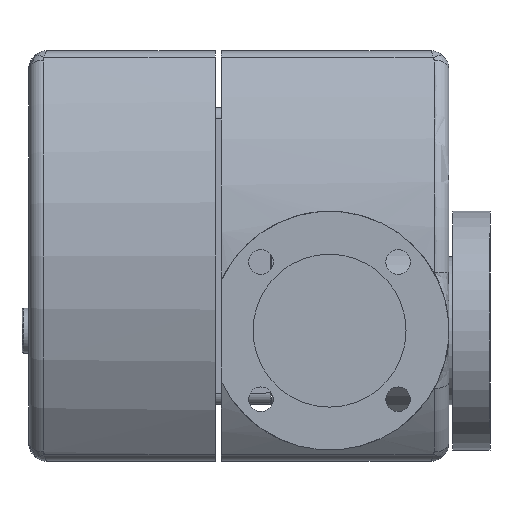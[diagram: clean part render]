
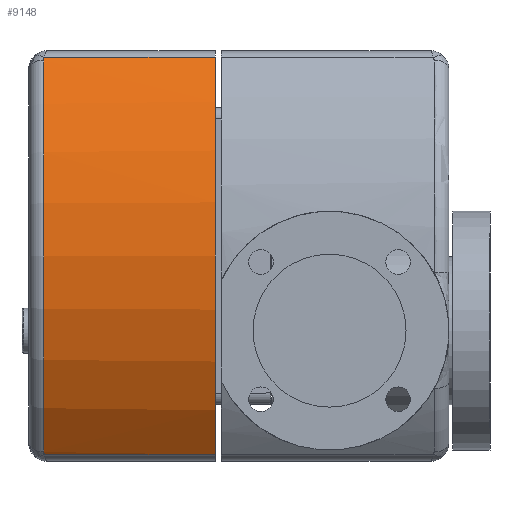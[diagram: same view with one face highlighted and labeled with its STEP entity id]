
A CAD part, left-side view. The second image highlights one B-rep face of the part: STEP entity #9148.
In plain terms, the highlighted cylindrical face has radius 41.628 mm (diameter 83.255 mm), a partial arc.
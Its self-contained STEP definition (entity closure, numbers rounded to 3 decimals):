
#252=B_SPLINE_CURVE_WITH_KNOTS('',3,(#22911,#22912,#22913,#22914),
 .UNSPECIFIED.,.F.,.F.,(4,4),(0.,0.044),.UNSPECIFIED.);
#257=B_SPLINE_CURVE_WITH_KNOTS('',3,(#23070,#23071,#23072,#23073),
 .UNSPECIFIED.,.F.,.F.,(4,4),(0.,0.044),
 .UNSPECIFIED.);
#727=CYLINDRICAL_SURFACE('',#10168,41.628);
#1108=CIRCLE('',#10144,41.628);
#1122=CIRCLE('',#10169,41.628);
#1665=FACE_OUTER_BOUND('',#2258,.T.);
#2258=EDGE_LOOP('',(#7852,#7853,#7854,#7855,#7856,#7857));
#2923=LINE('',#23006,#3550);
#2930=LINE('',#23157,#3557);
#3550=VECTOR('',#12371,10.);
#3557=VECTOR('',#12434,10.);
#4314=VERTEX_POINT('',#22902);
#4316=VERTEX_POINT('',#22909);
#4325=VERTEX_POINT('',#23005);
#4328=VERTEX_POINT('',#23013);
#4339=VERTEX_POINT('',#23068);
#4345=VERTEX_POINT('',#23155);
#5503=EDGE_CURVE('',#4316,#4314,#252,.T.);
#5517=EDGE_CURVE('',#4314,#4325,#2923,.T.);
#5522=EDGE_CURVE('',#4328,#4316,#1108,.T.);
#5537=EDGE_CURVE('',#4339,#4328,#257,.T.);
#5549=EDGE_CURVE('',#4345,#4339,#2930,.T.);
#5550=EDGE_CURVE('',#4345,#4325,#1122,.T.);
#7852=ORIENTED_EDGE('',*,*,#5503,.F.);
#7853=ORIENTED_EDGE('',*,*,#5522,.F.);
#7854=ORIENTED_EDGE('',*,*,#5537,.F.);
#7855=ORIENTED_EDGE('',*,*,#5549,.F.);
#7856=ORIENTED_EDGE('',*,*,#5550,.T.);
#7857=ORIENTED_EDGE('',*,*,#5517,.F.);
#9148=ADVANCED_FACE('',(#1665),#727,.T.);
#10144=AXIS2_PLACEMENT_3D('',#23015,#12381,#12382);
#10168=AXIS2_PLACEMENT_3D('',#23158,#12435,#12436);
#10169=AXIS2_PLACEMENT_3D('',#23159,#12437,#12438);
#12371=DIRECTION('',(0.,-1.,0.));
#12381=DIRECTION('center_axis',(0.,1.,0.));
#12382=DIRECTION('ref_axis',(-1.,0.,0.));
#12434=DIRECTION('',(0.,1.,0.));
#12435=DIRECTION('center_axis',(0.,1.,0.));
#12436=DIRECTION('ref_axis',(-0.751,0.,-0.661));
#12437=DIRECTION('center_axis',(0.,1.,0.));
#12438=DIRECTION('ref_axis',(-0.751,0.,-0.661));
#22902=CARTESIAN_POINT('',(-13.395,51.885,26.597));
#22909=CARTESIAN_POINT('',(-13.671,52.,26.262));
#22911=CARTESIAN_POINT('Ctrl Pts',(-13.671,52.,26.262));
#22912=CARTESIAN_POINT('Ctrl Pts',(-13.575,52.,26.38));
#22913=CARTESIAN_POINT('Ctrl Pts',(-13.477,51.963,26.499));
#22914=CARTESIAN_POINT('Ctrl Pts',(-13.395,51.885,26.597));
#23005=CARTESIAN_POINT('',(-13.395,29.,26.597));
#23006=CARTESIAN_POINT('',(-13.395,0.,26.597));
#23013=CARTESIAN_POINT('',(-13.671,52.,-26.262));
#23015=CARTESIAN_POINT('Origin',(18.628,52.,0.));
#23068=CARTESIAN_POINT('',(-13.395,51.885,-26.597));
#23070=CARTESIAN_POINT('Ctrl Pts',(-13.395,51.885,-26.597));
#23071=CARTESIAN_POINT('Ctrl Pts',(-13.477,51.963,-26.499));
#23072=CARTESIAN_POINT('Ctrl Pts',(-13.575,52.,-26.38));
#23073=CARTESIAN_POINT('Ctrl Pts',(-13.671,52.,-26.262));
#23155=CARTESIAN_POINT('',(-13.395,29.,-26.597));
#23157=CARTESIAN_POINT('',(-13.395,0.,-26.597));
#23158=CARTESIAN_POINT('Origin',(18.628,0.,0.));
#23159=CARTESIAN_POINT('Origin',(18.628,29.,0.));
